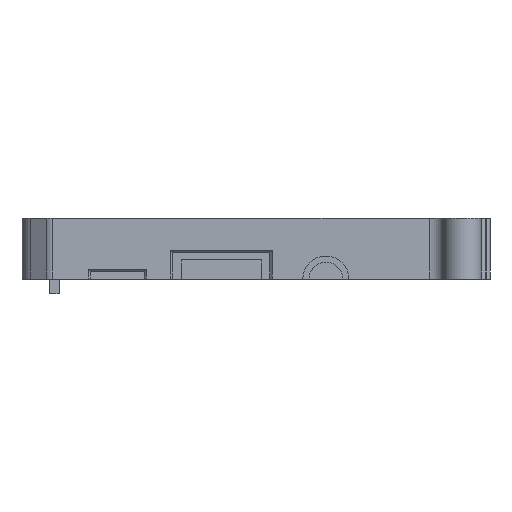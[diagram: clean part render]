
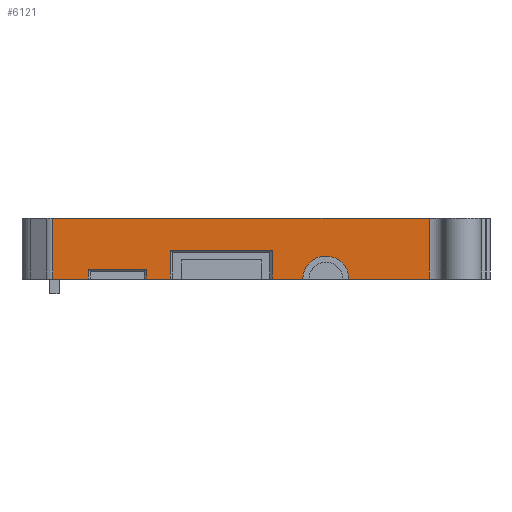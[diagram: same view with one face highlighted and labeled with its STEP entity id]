
A CAD part, left-side view. The second image highlights one B-rep face of the part: STEP entity #6121.
In plain terms, the highlighted planar face has unit normal (-1, 0, 0).
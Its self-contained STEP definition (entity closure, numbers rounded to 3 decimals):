
#119=CIRCLE('',#6454,4.75);
#499=FACE_OUTER_BOUND('',#829,.T.);
#829=EDGE_LOOP('',(#5225,#5226,#5227,#5228,#5229,#5230,#5231,#5232,#5233,
#5234,#5235,#5236,#5237,#5238));
#1001=LINE('',#9836,#1665);
#1391=LINE('',#13204,#2055);
#1397=LINE('',#13218,#2061);
#1400=LINE('',#13224,#2064);
#1409=LINE('',#13241,#2073);
#1437=LINE('',#13300,#2101);
#1440=LINE('',#13306,#2104);
#1450=LINE('',#13324,#2114);
#1462=LINE('',#13362,#2126);
#1465=LINE('',#13369,#2129);
#1466=LINE('',#13370,#2130);
#1467=LINE('',#13371,#2131);
#1468=LINE('',#13372,#2132);
#1665=VECTOR('',#6702,77.46);
#2055=VECTOR('',#7440,12.5);
#2061=VECTOR('',#7450,12.);
#2064=VECTOR('',#7455,2.);
#2073=VECTOR('',#7472,2.);
#2101=VECTOR('',#7518,21.);
#2104=VECTOR('',#7523,5.93);
#2114=VECTOR('',#7541,5.93);
#2126=VECTOR('',#7579,12.5);
#2129=VECTOR('',#7588,7.317);
#2130=VECTOR('',#7589,4.9);
#2131=VECTOR('',#7590,6.25);
#2132=VECTOR('',#7591,16.493);
#2455=VERTEX_POINT('',#9833);
#2456=VERTEX_POINT('',#9835);
#2856=VERTEX_POINT('',#13202);
#2861=VERTEX_POINT('',#13215);
#2862=VERTEX_POINT('',#13217);
#2864=VERTEX_POINT('',#13223);
#2868=VERTEX_POINT('',#13239);
#2889=VERTEX_POINT('',#13297);
#2890=VERTEX_POINT('',#13299);
#2892=VERTEX_POINT('',#13305);
#2896=VERTEX_POINT('',#13322);
#2903=VERTEX_POINT('',#13341);
#2904=VERTEX_POINT('',#13342);
#2909=VERTEX_POINT('',#13361);
#3107=EDGE_CURVE('',#2455,#2456,#1001,.T.);
#3662=EDGE_CURVE('',#2455,#2856,#1391,.T.);
#3668=EDGE_CURVE('',#2861,#2862,#1397,.T.);
#3671=EDGE_CURVE('',#2864,#2862,#1400,.T.);
#3680=EDGE_CURVE('',#2868,#2861,#1409,.T.);
#3708=EDGE_CURVE('',#2889,#2890,#1437,.T.);
#3711=EDGE_CURVE('',#2892,#2890,#1440,.T.);
#3721=EDGE_CURVE('',#2896,#2889,#1450,.T.);
#3729=EDGE_CURVE('',#2903,#2904,#119,.T.);
#3739=EDGE_CURVE('',#2456,#2909,#1462,.T.);
#3743=EDGE_CURVE('',#2856,#2864,#1465,.T.);
#3744=EDGE_CURVE('',#2868,#2892,#1466,.T.);
#3745=EDGE_CURVE('',#2896,#2904,#1467,.T.);
#3746=EDGE_CURVE('',#2903,#2909,#1468,.T.);
#5225=ORIENTED_EDGE('',*,*,#3739,.F.);
#5226=ORIENTED_EDGE('',*,*,#3107,.F.);
#5227=ORIENTED_EDGE('',*,*,#3662,.T.);
#5228=ORIENTED_EDGE('',*,*,#3743,.T.);
#5229=ORIENTED_EDGE('',*,*,#3671,.T.);
#5230=ORIENTED_EDGE('',*,*,#3668,.F.);
#5231=ORIENTED_EDGE('',*,*,#3680,.F.);
#5232=ORIENTED_EDGE('',*,*,#3744,.T.);
#5233=ORIENTED_EDGE('',*,*,#3711,.T.);
#5234=ORIENTED_EDGE('',*,*,#3708,.F.);
#5235=ORIENTED_EDGE('',*,*,#3721,.F.);
#5236=ORIENTED_EDGE('',*,*,#3745,.T.);
#5237=ORIENTED_EDGE('',*,*,#3729,.F.);
#5238=ORIENTED_EDGE('',*,*,#3746,.T.);
#5858=PLANE('',#6463);
#6121=ADVANCED_FACE('',(#499),#5858,.T.);
#6454=AXIS2_PLACEMENT_3D('',#13343,#7558,#7559);
#6463=AXIS2_PLACEMENT_3D('',#13368,#7586,#7587);
#6702=DIRECTION('',(0.,0.,1.));
#7440=DIRECTION('',(0.,-1.,0.));
#7450=DIRECTION('',(0.,0.,-1.));
#7455=DIRECTION('',(0.,1.,0.));
#7472=DIRECTION('',(0.,1.,0.));
#7518=DIRECTION('',(0.,0.,-1.));
#7523=DIRECTION('',(0.,1.,0.));
#7541=DIRECTION('',(0.,1.,0.));
#7558=DIRECTION('center_axis',(-1.,0.,0.));
#7559=DIRECTION('ref_axis',(0.,0.,1.));
#7579=DIRECTION('',(0.,-1.,0.));
#7586=DIRECTION('center_axis',(-1.,0.,0.));
#7587=DIRECTION('ref_axis',(0.,0.,1.));
#7588=DIRECTION('',(0.,0.,1.));
#7589=DIRECTION('',(0.,0.,1.));
#7590=DIRECTION('',(0.,0.,1.));
#7591=DIRECTION('',(0.,0.,1.));
#9833=CARTESIAN_POINT('',(0.,2.,-94.367));
#9835=CARTESIAN_POINT('',(0.,2.,-16.907));
#9836=CARTESIAN_POINT('',(0.,2.,-94.367));
#13202=CARTESIAN_POINT('',(0.,-10.5,-94.367));
#13204=CARTESIAN_POINT('',(0.,2.,-94.367));
#13215=CARTESIAN_POINT('',(0.,-8.5,-75.05));
#13217=CARTESIAN_POINT('',(0.,-8.5,-87.05));
#13218=CARTESIAN_POINT('',(0.,-8.5,-75.05));
#13223=CARTESIAN_POINT('',(0.,-10.5,-87.05));
#13224=CARTESIAN_POINT('',(0.,-10.5,-87.05));
#13239=CARTESIAN_POINT('',(0.,-10.5,-75.05));
#13241=CARTESIAN_POINT('',(0.,-10.5,-75.05));
#13297=CARTESIAN_POINT('',(0.,-4.57,-49.15));
#13299=CARTESIAN_POINT('',(0.,-4.57,-70.15));
#13300=CARTESIAN_POINT('',(0.,-4.57,-49.15));
#13305=CARTESIAN_POINT('',(0.,-10.5,-70.15));
#13306=CARTESIAN_POINT('',(0.,-10.5,-70.15));
#13322=CARTESIAN_POINT('',(0.,-10.5,-49.15));
#13324=CARTESIAN_POINT('',(0.,-10.5,-49.15));
#13341=CARTESIAN_POINT('',(0.,-10.5,-33.4));
#13342=CARTESIAN_POINT('',(0.,-10.5,-42.9));
#13343=CARTESIAN_POINT('Origin',(0.,-10.5,-38.15));
#13361=CARTESIAN_POINT('',(0.,-10.5,-16.907));
#13362=CARTESIAN_POINT('',(0.,2.,-16.907));
#13368=CARTESIAN_POINT('Origin',(0.,0.,-110.5));
#13369=CARTESIAN_POINT('',(0.,-10.5,-94.367));
#13370=CARTESIAN_POINT('',(0.,-10.5,-75.05));
#13371=CARTESIAN_POINT('',(0.,-10.5,-49.15));
#13372=CARTESIAN_POINT('',(0.,-10.5,-33.4));
